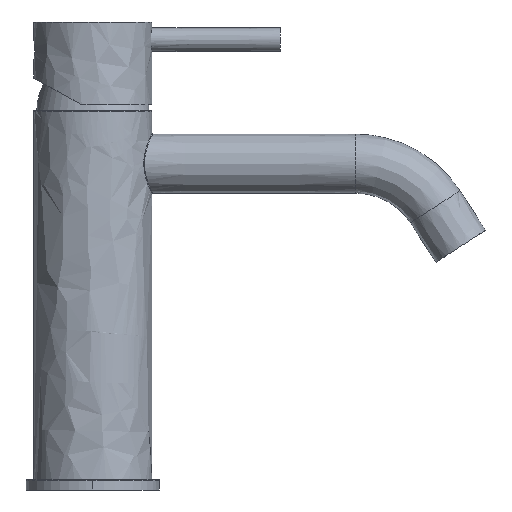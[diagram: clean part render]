
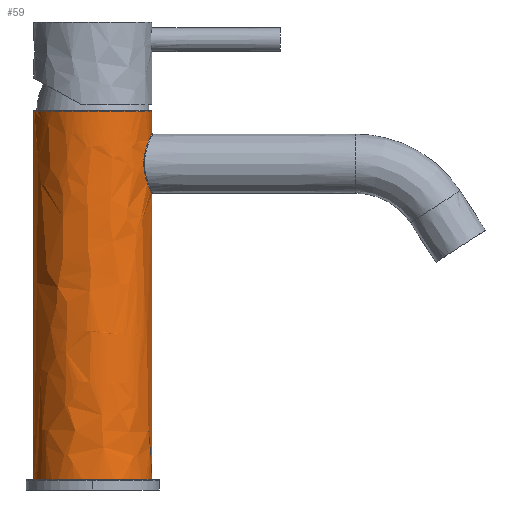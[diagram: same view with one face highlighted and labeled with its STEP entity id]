
A CAD part, left-side view. The second image highlights one B-rep face of the part: STEP entity #59.
In plain terms, the highlighted free-form (B-spline) face has degree [2, 1] with [5, 2] control points.
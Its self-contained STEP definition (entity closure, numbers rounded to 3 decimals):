
#59=ADVANCED_FACE('',(#104),#585,.T.);
#104=FACE_OUTER_BOUND('',#149,.T.);
#149=EDGE_LOOP('',(#222,#223,#224,#225,#226,#227));
#222=ORIENTED_EDGE('',*,*,#397,.T.);
#223=ORIENTED_EDGE('',*,*,#396,.F.);
#224=ORIENTED_EDGE('',*,*,#398,.T.);
#225=ORIENTED_EDGE('',*,*,#385,.F.);
#226=ORIENTED_EDGE('',*,*,#381,.F.);
#227=ORIENTED_EDGE('',*,*,#380,.T.);
#380=EDGE_CURVE('',#534,#544,#470,.T.);
#381=EDGE_CURVE('',#534,#537,#471,.T.);
#385=EDGE_CURVE('',#537,#545,#475,.T.);
#396=EDGE_CURVE('',#543,#536,#486,.T.);
#397=EDGE_CURVE('',#544,#536,#487,.T.);
#398=EDGE_CURVE('',#543,#545,#488,.T.);
#470=(
BOUNDED_CURVE()
B_SPLINE_CURVE(2,(#1300,#1301,#1302,#1303,#1304),.UNSPECIFIED.,.F.,.F.)
B_SPLINE_CURVE_WITH_KNOTS((3,2,3),(0.,31.416,62.832),
 .UNSPECIFIED.)
CURVE()
GEOMETRIC_REPRESENTATION_ITEM()
RATIONAL_B_SPLINE_CURVE((1.,0.707,1.,0.707,1.))
REPRESENTATION_ITEM('')
);
#471=(
BOUNDED_CURVE()
B_SPLINE_CURVE(1,(#1305,#1306),.UNSPECIFIED.,.F.,.F.)
B_SPLINE_CURVE_WITH_KNOTS((2,2),(0.,124.7),.UNSPECIFIED.)
CURVE()
GEOMETRIC_REPRESENTATION_ITEM()
RATIONAL_B_SPLINE_CURVE((1.,1.))
REPRESENTATION_ITEM('')
);
#475=(
BOUNDED_CURVE()
B_SPLINE_CURVE(2,(#1405,#1406,#1407,#1408,#1409),.UNSPECIFIED.,.F.,.F.)
B_SPLINE_CURVE_WITH_KNOTS((3,2,3),(0.,30.944,61.888),
 .UNSPECIFIED.)
CURVE()
GEOMETRIC_REPRESENTATION_ITEM()
RATIONAL_B_SPLINE_CURVE((1.,0.707,1.,0.707,1.))
REPRESENTATION_ITEM('')
);
#486=(
BOUNDED_CURVE()
B_SPLINE_CURVE(3,(#1535,#1536,#1537,#1538,#1539,#1540,#1541,#1542,#1543,
#1544,#1545,#1546,#1547,#1548,#1549,#1550,#1551,#1552,#1553,#1554,#1555,
#1556,#1557,#1558,#1559,#1560,#1561,#1562,#1563,#1564,#1565,#1566,#1567,
#1568,#1569,#1570,#1571,#1572,#1573,#1574,#1575,#1576,#1577,#1578,#1579,
#1580,#1581,#1582,#1583),.UNSPECIFIED.,.F.,.F.)
B_SPLINE_CURVE_WITH_KNOTS((4,3,3,3,3,3,3,3,3,3,3,3,3,3,3,3,4),(32.951,
35.04,37.123,39.192,41.251,43.3,
45.343,47.386,49.459,51.532,53.574,
55.617,57.667,59.726,61.796,63.878,
65.902),.UNSPECIFIED.)
CURVE()
GEOMETRIC_REPRESENTATION_ITEM()
RATIONAL_B_SPLINE_CURVE((1.,1.,1.,1.,1.,1.,1.,1.,1.,1.,1.,
1.,1.,1.,1.,1.,1.,1.,1.,1.,1.,1.,1.,1.,1.,
1.,1.,1.,1.,1.,1.,1.,1.,1.,1.,1.,1.,1.,1.,1.,1.,1.,1.,1.,1.,1.,1.,1.,1.))
REPRESENTATION_ITEM('')
);
#487=(
BOUNDED_CURVE()
B_SPLINE_CURVE(1,(#1584,#1585),.UNSPECIFIED.,.F.,.F.)
B_SPLINE_CURVE_WITH_KNOTS((2,2),(0.,96.7),.UNSPECIFIED.)
CURVE()
GEOMETRIC_REPRESENTATION_ITEM()
RATIONAL_B_SPLINE_CURVE((1.,1.))
REPRESENTATION_ITEM('')
);
#488=(
BOUNDED_CURVE()
B_SPLINE_CURVE(1,(#1586,#1587),.UNSPECIFIED.,.F.,.F.)
B_SPLINE_CURVE_WITH_KNOTS((2,2),(117.3,124.7),.UNSPECIFIED.)
CURVE()
GEOMETRIC_REPRESENTATION_ITEM()
RATIONAL_B_SPLINE_CURVE((1.,1.))
REPRESENTATION_ITEM('')
);
#534=VERTEX_POINT('',#1253);
#536=VERTEX_POINT('',#1255);
#537=VERTEX_POINT('',#1256);
#543=VERTEX_POINT('',#1262);
#544=VERTEX_POINT('',#1263);
#545=VERTEX_POINT('',#1264);
#585=(
BOUNDED_SURFACE()
B_SPLINE_SURFACE(2,1,((#1002,#1003),(#1004,#1005),(#1006,#1007),(#1008,
#1009),(#1010,#1011)),.UNSPECIFIED.,.F.,.F.,.F.)
B_SPLINE_SURFACE_WITH_KNOTS((3,2,3),(2,2),(0.,31.416,62.832),
(0.,125.),.UNSPECIFIED.)
GEOMETRIC_REPRESENTATION_ITEM()
RATIONAL_B_SPLINE_SURFACE(((1.,1.),(0.707,0.707),
(1.,1.),(0.707,0.707),(1.,1.)))
REPRESENTATION_ITEM('')
SURFACE()
);
#1002=CARTESIAN_POINT('',(2070.394,959.769,3.5));
#1003=CARTESIAN_POINT('',(2070.394,959.769,128.5));
#1004=CARTESIAN_POINT('',(2050.394,959.769,3.5));
#1005=CARTESIAN_POINT('',(2050.394,959.769,128.5));
#1006=CARTESIAN_POINT('',(2050.394,939.769,3.5));
#1007=CARTESIAN_POINT('',(2050.394,939.769,128.5));
#1008=CARTESIAN_POINT('',(2050.394,919.769,3.5));
#1009=CARTESIAN_POINT('',(2050.394,919.769,128.5));
#1010=CARTESIAN_POINT('',(2070.394,919.769,3.5));
#1011=CARTESIAN_POINT('',(2070.394,919.769,128.5));
#1253=CARTESIAN_POINT('',(2070.394,959.769,3.5));
#1255=CARTESIAN_POINT('',(2070.394,919.769,100.2));
#1256=CARTESIAN_POINT('',(2070.394,959.769,128.2));
#1262=CARTESIAN_POINT('',(2070.394,919.769,120.8));
#1263=CARTESIAN_POINT('',(2070.394,919.769,3.5));
#1264=CARTESIAN_POINT('',(2070.394,919.769,128.2));
#1300=CARTESIAN_POINT('',(2070.394,959.769,3.5));
#1301=CARTESIAN_POINT('',(2050.394,959.769,3.5));
#1302=CARTESIAN_POINT('',(2050.394,939.769,3.5));
#1303=CARTESIAN_POINT('',(2050.394,919.769,3.5));
#1304=CARTESIAN_POINT('',(2070.394,919.769,3.5));
#1305=CARTESIAN_POINT('',(2070.394,959.769,3.5));
#1306=CARTESIAN_POINT('',(2070.394,959.769,128.2));
#1405=CARTESIAN_POINT('',(2070.394,959.769,128.2));
#1406=CARTESIAN_POINT('',(2050.394,959.769,128.2));
#1407=CARTESIAN_POINT('',(2050.394,939.769,128.2));
#1408=CARTESIAN_POINT('',(2050.394,919.769,128.2));
#1409=CARTESIAN_POINT('',(2070.394,919.769,128.2));
#1535=CARTESIAN_POINT('',(2070.394,919.769,120.8));
#1536=CARTESIAN_POINT('',(2069.708,919.769,120.8));
#1537=CARTESIAN_POINT('',(2069.022,919.805,120.729));
#1538=CARTESIAN_POINT('',(2068.353,919.874,120.59));
#1539=CARTESIAN_POINT('',(2067.687,919.942,120.451));
#1540=CARTESIAN_POINT('',(2067.038,920.043,120.244));
#1541=CARTESIAN_POINT('',(2066.419,920.168,119.977));
#1542=CARTESIAN_POINT('',(2065.804,920.293,119.711));
#1543=CARTESIAN_POINT('',(2065.22,920.442,119.386));
#1544=CARTESIAN_POINT('',(2064.675,920.604,119.008));
#1545=CARTESIAN_POINT('',(2064.133,920.766,118.633));
#1546=CARTESIAN_POINT('',(2063.629,920.942,118.206));
#1547=CARTESIAN_POINT('',(2063.171,921.119,117.734));
#1548=CARTESIAN_POINT('',(2062.715,921.296,117.265));
#1549=CARTESIAN_POINT('',(2062.303,921.475,116.752));
#1550=CARTESIAN_POINT('',(2061.943,921.643,116.201));
#1551=CARTESIAN_POINT('',(2061.583,921.81,115.652));
#1552=CARTESIAN_POINT('',(2061.274,921.968,115.065));
#1553=CARTESIAN_POINT('',(2061.022,922.101,114.449));
#1554=CARTESIAN_POINT('',(2060.77,922.235,113.833));
#1555=CARTESIAN_POINT('',(2060.575,922.345,113.187));
#1556=CARTESIAN_POINT('',(2060.444,922.42,112.523));
#1557=CARTESIAN_POINT('',(2060.311,922.496,111.85));
#1558=CARTESIAN_POINT('',(2060.244,922.536,111.159));
#1559=CARTESIAN_POINT('',(2060.246,922.535,110.468));
#1560=CARTESIAN_POINT('',(2060.249,922.534,109.777));
#1561=CARTESIAN_POINT('',(2060.32,922.491,109.086));
#1562=CARTESIAN_POINT('',(2060.457,922.413,108.414));
#1563=CARTESIAN_POINT('',(2060.591,922.336,107.752));
#1564=CARTESIAN_POINT('',(2060.79,922.224,107.108));
#1565=CARTESIAN_POINT('',(2061.046,922.089,106.493));
#1566=CARTESIAN_POINT('',(2061.301,921.953,105.879));
#1567=CARTESIAN_POINT('',(2061.614,921.795,105.294));
#1568=CARTESIAN_POINT('',(2061.977,921.627,104.748));
#1569=CARTESIAN_POINT('',(2062.34,921.458,104.199));
#1570=CARTESIAN_POINT('',(2062.755,921.279,103.688));
#1571=CARTESIAN_POINT('',(2063.214,921.103,103.222));
#1572=CARTESIAN_POINT('',(2063.675,920.925,102.753));
#1573=CARTESIAN_POINT('',(2064.181,920.75,102.329));
#1574=CARTESIAN_POINT('',(2064.726,920.589,101.957));
#1575=CARTESIAN_POINT('',(2065.274,920.427,101.582));
#1576=CARTESIAN_POINT('',(2065.861,920.28,101.26));
#1577=CARTESIAN_POINT('',(2066.477,920.156,100.998));
#1578=CARTESIAN_POINT('',(2067.098,920.033,100.735));
#1579=CARTESIAN_POINT('',(2067.748,919.934,100.532));
#1580=CARTESIAN_POINT('',(2068.416,919.867,100.398));
#1581=CARTESIAN_POINT('',(2069.065,919.803,100.267));
#1582=CARTESIAN_POINT('',(2069.729,919.769,100.2));
#1583=CARTESIAN_POINT('',(2070.394,919.769,100.2));
#1584=CARTESIAN_POINT('',(2070.394,919.769,3.5));
#1585=CARTESIAN_POINT('',(2070.394,919.769,100.2));
#1586=CARTESIAN_POINT('',(2070.394,919.769,120.8));
#1587=CARTESIAN_POINT('',(2070.394,919.769,128.2));
